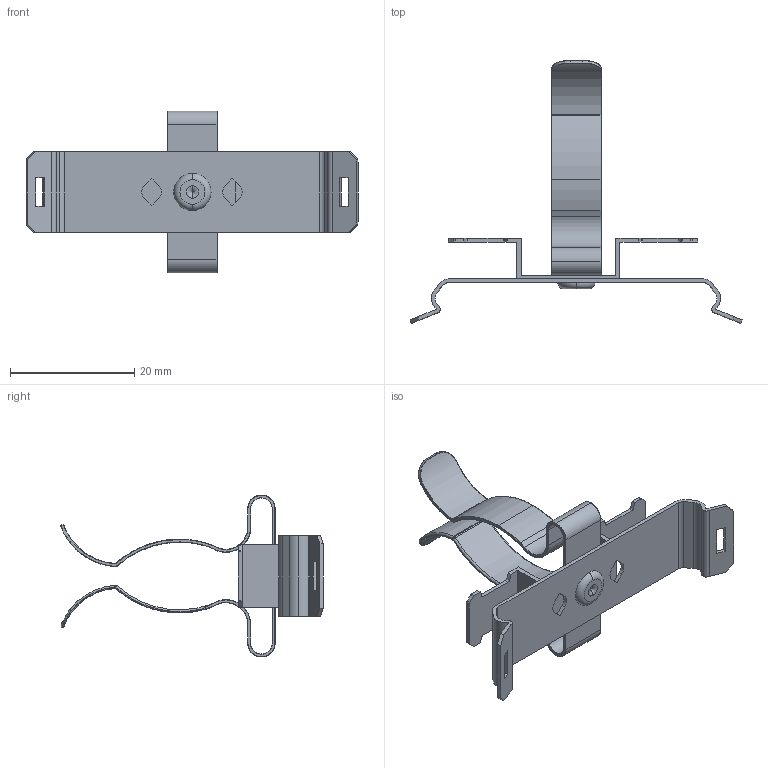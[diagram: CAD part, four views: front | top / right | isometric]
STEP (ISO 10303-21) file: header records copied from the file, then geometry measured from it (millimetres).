
FILE_DESCRIPTION (( 'STEP AP214' ), '1' );
FILE_NAME ('1032-006.STEP', '2024-03-28T14:12:43', ( '' ), ( '' ), 'SwSTEP 2.0', 'SolidWorks 2022', '' );
FILE_SCHEMA (( 'AUTOMOTIVE_DESIGN' ));
Length unit declared in the file: millimetre
Products named in the file (5): 1010-017.Kunde; 1022-054.Kunde; 3x1,5_2mm Blechstärke; 1030-051.Kunde; 1032-006
Assembly tree (4 placements, depth 2):
  1032-006
    1030-051.Kunde
    1022-054.Kunde
    3x1,5_2mm Blechstärke
    1010-017.Kunde
Bounding box: 53.36 x 42.23 x 26.02 mm (x, y, z)
Volume: 1270 mm3; surface area: 4723.6 mm2
Topology: 4 solids, 4 shells, 396 faces, 1022 edges, 646 vertices
Faces by surface type: plane 166, cylinder 127, bspline 97, torus 4, sphere 2
Entity records: 17201 total; most frequent: CARTESIAN_POINT 6016, ORIENTED_EDGE 2034, DIRECTION 1802, EDGE_CURVE 1017, VERTEX_POINT 646, AXIS2_PLACEMENT_3D 609, LINE 584, VECTOR 584
